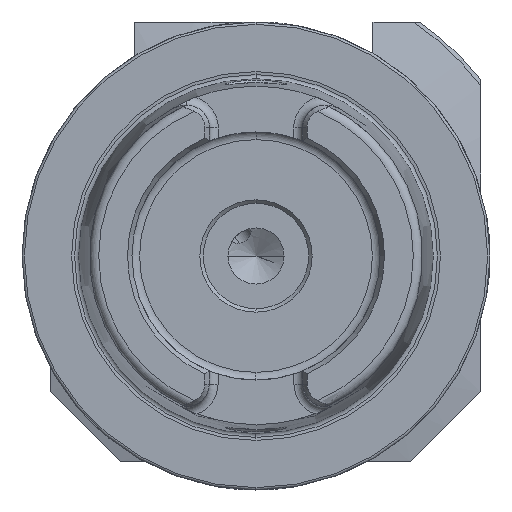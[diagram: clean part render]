
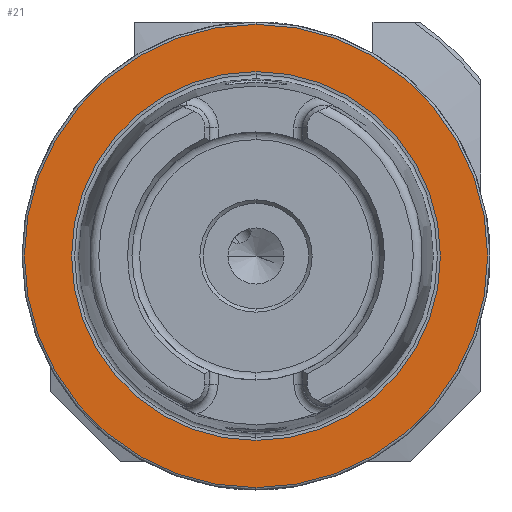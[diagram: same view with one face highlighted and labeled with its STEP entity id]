
A CAD part, left-side view. The second image highlights one B-rep face of the part: STEP entity #21.
In plain terms, the highlighted planar face has unit normal (-1, 0, 0).
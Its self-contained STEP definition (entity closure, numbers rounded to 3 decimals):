
#21 = ADVANCED_FACE ( 'NONE', ( #3381, #3382 ), #3383, .F. ) ;
#585 = CARTESIAN_POINT ( 'NONE',  ( 0., 0., -39.405 ) ) ;
#611 = CARTESIAN_POINT ( 'NONE',  ( 0., 0., 49.5 ) ) ;
#620 = CARTESIAN_POINT ( 'NONE',  ( 0., 0., -49.5 ) ) ;
#642 = CARTESIAN_POINT ( 'NONE',  ( 0., 0., 39.405 ) ) ;
#2301 = CARTESIAN_POINT ( 'NONE',  ( 0., 0., 0. ) ) ;
#2302 = DIRECTION ( 'NONE',  ( -1., 0., 0. ) ) ;
#2303 = DIRECTION ( 'NONE',  ( 0., 0., 1. ) ) ;
#2312 = CARTESIAN_POINT ( 'NONE',  ( 0., 0., 0. ) ) ;
#2313 = DIRECTION ( 'NONE',  ( -1., 0., 0. ) ) ;
#2314 = DIRECTION ( 'NONE',  ( 0., 0., 1. ) ) ;
#2727 = EDGE_CURVE ( 'NONE', #6773, #6741, #7811, .T. ) ;
#2728 = EDGE_CURVE ( 'NONE', #6751, #6742, #7816, .T. ) ;
#3209 = EDGE_CURVE ( 'NONE', #6741, #6773, #6202, .T. ) ;
#3213 = EDGE_CURVE ( 'NONE', #6742, #6751, #6196, .T. ) ;
#3378 = CARTESIAN_POINT ( 'NONE',  ( 0., 49.5, 0. ) ) ;
#3381 = FACE_BOUND ( 'NONE', #6687, .T. ) ;
#3382 = FACE_OUTER_BOUND ( 'NONE', #8278, .T. ) ;
#3383 = PLANE ( 'NONE',  #6464 ) ;
#3385 = DIRECTION ( 'NONE',  ( 1., 0., 0. ) ) ;
#3386 = DIRECTION ( 'NONE',  ( 0., 0., -1. ) ) ;
#4554 = ORIENTED_EDGE ( 'NONE', *, *, #2727, .F. ) ;
#4555 = ORIENTED_EDGE ( 'NONE', *, *, #3209, .F. ) ;
#4556 = ORIENTED_EDGE ( 'NONE', *, *, #3213, .T. ) ;
#4557 = ORIENTED_EDGE ( 'NONE', *, *, #2728, .T. ) ;
#6193 = AXIS2_PLACEMENT_3D ( 'NONE', #2312, #2313, #2314 ) ;
#6196 = CIRCLE ( 'NONE', #6193, 49.5 ) ;
#6200 = AXIS2_PLACEMENT_3D ( 'NONE', #2301, #2302, #2303 ) ;
#6202 = CIRCLE ( 'NONE', #6200, 39.405 ) ;
#6464 = AXIS2_PLACEMENT_3D ( 'NONE', #3378, #3385, #3386 ) ;
#6687 = EDGE_LOOP ( 'NONE', ( #4554, #4555 ) ) ;
#6741 = VERTEX_POINT ( 'NONE', #585 ) ;
#6742 = VERTEX_POINT ( 'NONE', #611 ) ;
#6751 = VERTEX_POINT ( 'NONE', #620 ) ;
#6773 = VERTEX_POINT ( 'NONE', #642 ) ;
#7806 = AXIS2_PLACEMENT_3D ( 'NONE', #9270, #9271, #9272 ) ;
#7808 = AXIS2_PLACEMENT_3D ( 'NONE', #9267, #9268, #9269 ) ;
#7811 = CIRCLE ( 'NONE', #7808, 39.405 ) ;
#7816 = CIRCLE ( 'NONE', #7806, 49.5 ) ;
#8278 = EDGE_LOOP ( 'NONE', ( #4556, #4557 ) ) ;
#9267 = CARTESIAN_POINT ( 'NONE',  ( 0., 0., 0. ) ) ;
#9268 = DIRECTION ( 'NONE',  ( -1., 0., 0. ) ) ;
#9269 = DIRECTION ( 'NONE',  ( 0., 0., 1. ) ) ;
#9270 = CARTESIAN_POINT ( 'NONE',  ( 0., 0., 0. ) ) ;
#9271 = DIRECTION ( 'NONE',  ( -1., 0., 0. ) ) ;
#9272 = DIRECTION ( 'NONE',  ( 0., 0., 1. ) ) ;
